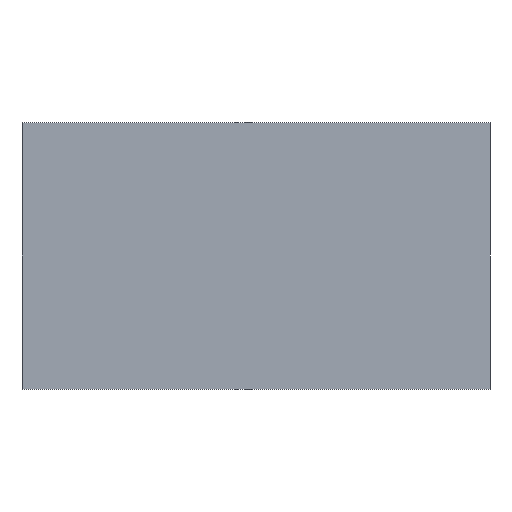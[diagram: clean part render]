
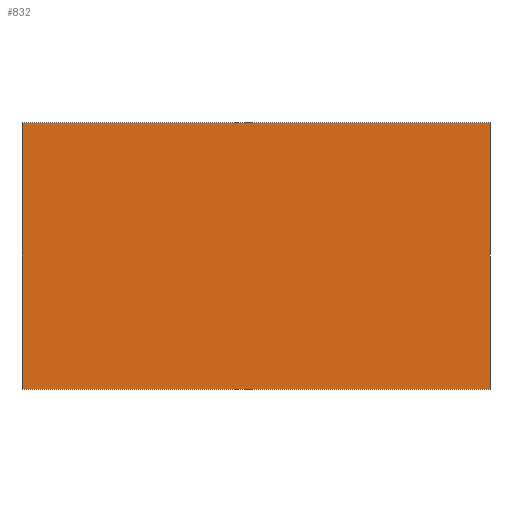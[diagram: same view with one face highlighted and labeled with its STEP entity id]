
A CAD part, front view. The second image highlights one B-rep face of the part: STEP entity #832.
In plain terms, the highlighted planar face has unit normal (0, -1, 0).
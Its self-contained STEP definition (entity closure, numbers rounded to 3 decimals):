
#70=PLANE('',#921);
#111=FACE_OUTER_BOUND('',#163,.T.);
#163=EDGE_LOOP('',(#720,#721,#722,#723));
#257=LINE('',#1371,#345);
#259=LINE('',#1375,#347);
#261=LINE('',#1379,#349);
#263=LINE('',#1382,#351);
#345=VECTOR('',#1119,10.);
#347=VECTOR('',#1123,10.);
#349=VECTOR('',#1127,10.);
#351=VECTOR('',#1131,10.);
#428=VERTEX_POINT('',#1368);
#429=VERTEX_POINT('',#1370);
#430=VERTEX_POINT('',#1374);
#431=VERTEX_POINT('',#1378);
#533=EDGE_CURVE('',#429,#428,#257,.T.);
#535=EDGE_CURVE('',#430,#429,#259,.T.);
#537=EDGE_CURVE('',#431,#430,#261,.T.);
#539=EDGE_CURVE('',#428,#431,#263,.T.);
#720=ORIENTED_EDGE('',*,*,#539,.T.);
#721=ORIENTED_EDGE('',*,*,#537,.T.);
#722=ORIENTED_EDGE('',*,*,#535,.T.);
#723=ORIENTED_EDGE('',*,*,#533,.T.);
#832=ADVANCED_FACE('',(#111),#70,.T.);
#921=AXIS2_PLACEMENT_3D('',#1383,#1132,#1133);
#1119=DIRECTION('',(0.,0.,1.));
#1123=DIRECTION('',(1.,0.,0.));
#1127=DIRECTION('',(0.,0.,-1.));
#1131=DIRECTION('',(-1.,0.,0.));
#1132=DIRECTION('center_axis',(0.,-1.,0.));
#1133=DIRECTION('ref_axis',(0.,0.,-1.));
#1368=CARTESIAN_POINT('',(35.13,-5.,9.));
#1370=CARTESIAN_POINT('',(35.13,-5.,-31.));
#1371=CARTESIAN_POINT('',(35.13,-5.,-31.));
#1374=CARTESIAN_POINT('',(-35.13,-5.,-31.));
#1375=CARTESIAN_POINT('',(-35.13,-5.,-31.));
#1378=CARTESIAN_POINT('',(-35.13,-5.,9.));
#1379=CARTESIAN_POINT('',(-35.13,-5.,9.));
#1382=CARTESIAN_POINT('',(35.13,-5.,9.));
#1383=CARTESIAN_POINT('Origin',(0.,-5.,-11.));
